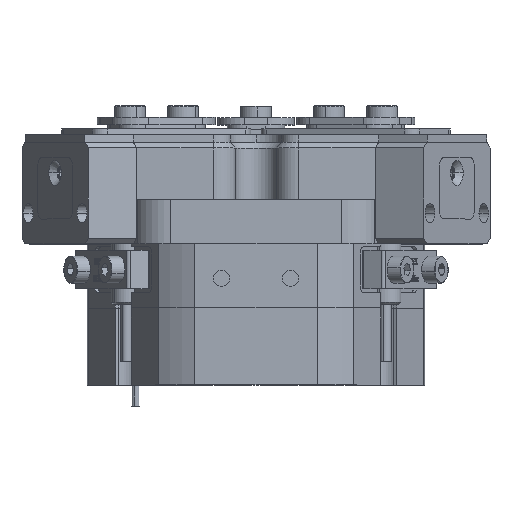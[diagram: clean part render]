
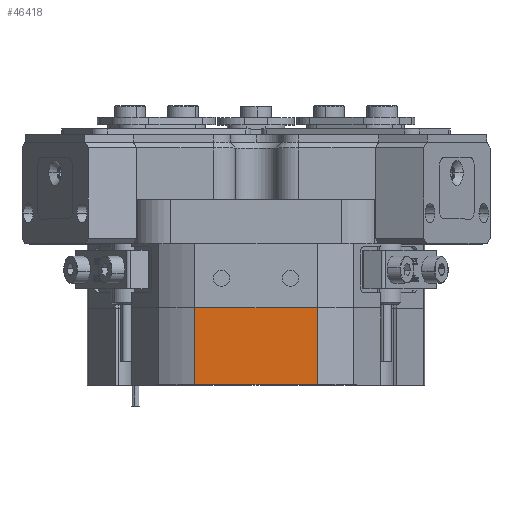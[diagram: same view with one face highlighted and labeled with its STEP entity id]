
A CAD part, top view. The second image highlights one B-rep face of the part: STEP entity #46418.
In plain terms, the highlighted planar face has unit normal (0, 0, 1).
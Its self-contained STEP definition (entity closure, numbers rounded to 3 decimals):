
#194 = EDGE_CURVE ( 'NONE', #65346, #15573, #38451, .T. ) ;
#382 = FACE_OUTER_BOUND ( 'NONE', #22612, .T. ) ;
#5627 = VERTEX_POINT ( 'NONE', #19046 ) ;
#6785 = DIRECTION ( 'NONE',  ( 0., 0., 1. ) ) ;
#7664 = LINE ( 'NONE', #23575, #30335 ) ;
#10217 = EDGE_CURVE ( 'NONE', #62706, #5627, #7664, .T. ) ;
#11547 = CARTESIAN_POINT ( 'NONE',  ( -71.014, 0., 41. ) ) ;
#15405 = DIRECTION ( 'NONE',  ( 1., 0., 0. ) ) ;
#15573 = VERTEX_POINT ( 'NONE', #51271 ) ;
#15854 = ORIENTED_EDGE ( 'NONE', *, *, #10217, .T. ) ;
#16047 = EDGE_CURVE ( 'NONE', #5627, #65346, #61229, .T. ) ;
#17417 = DIRECTION ( 'NONE',  ( 0., 1., 0. ) ) ;
#17594 = CARTESIAN_POINT ( 'NONE',  ( -71.014, 20.1, 41. ) ) ;
#19046 = CARTESIAN_POINT ( 'NONE',  ( -15.969, 0., 41. ) ) ;
#19094 = LINE ( 'NONE', #17594, #66047 ) ;
#20704 = CARTESIAN_POINT ( 'NONE',  ( -15.969, 20.1, 41. ) ) ;
#22612 = EDGE_LOOP ( 'NONE', ( #15854, #42064, #43811, #26690 ) ) ;
#23575 = CARTESIAN_POINT ( 'NONE',  ( -15.969, 20.1, 41. ) ) ;
#26690 = ORIENTED_EDGE ( 'NONE', *, *, #53350, .F. ) ;
#30335 = VECTOR ( 'NONE', #54389, 1000. ) ;
#35204 = VECTOR ( 'NONE', #17417, 1000. ) ;
#37998 = PLANE ( 'NONE',  #40526 ) ;
#38451 = LINE ( 'NONE', #62914, #35204 ) ;
#40526 = AXIS2_PLACEMENT_3D ( 'NONE', #11547, #6785, #52970 ) ;
#42064 = ORIENTED_EDGE ( 'NONE', *, *, #16047, .T. ) ;
#43811 = ORIENTED_EDGE ( 'NONE', *, *, #194, .T. ) ;
#46418 = ADVANCED_FACE ( 'NONE', ( #382 ), #37998, .T. ) ;
#46602 = CARTESIAN_POINT ( 'NONE',  ( 0., 0., 41. ) ) ;
#47465 = VECTOR ( 'NONE', #15405, 1000. ) ;
#51271 = CARTESIAN_POINT ( 'NONE',  ( 15.969, 20.1, 41. ) ) ;
#52970 = DIRECTION ( 'NONE',  ( 1., 0., 0. ) ) ;
#53350 = EDGE_CURVE ( 'NONE', #62706, #15573, #19094, .T. ) ;
#53811 = DIRECTION ( 'NONE',  ( 1., 0., 0. ) ) ;
#54389 = DIRECTION ( 'NONE',  ( 0., -1., 0. ) ) ;
#61229 = LINE ( 'NONE', #46602, #47465 ) ;
#62706 = VERTEX_POINT ( 'NONE', #20704 ) ;
#62914 = CARTESIAN_POINT ( 'NONE',  ( 15.969, 20.1, 41. ) ) ;
#64788 = CARTESIAN_POINT ( 'NONE',  ( 15.969, 0., 41. ) ) ;
#65346 = VERTEX_POINT ( 'NONE', #64788 ) ;
#66047 = VECTOR ( 'NONE', #53811, 1000. ) ;
